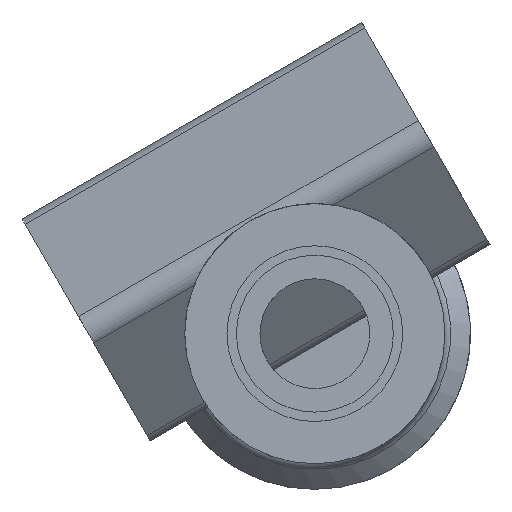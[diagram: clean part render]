
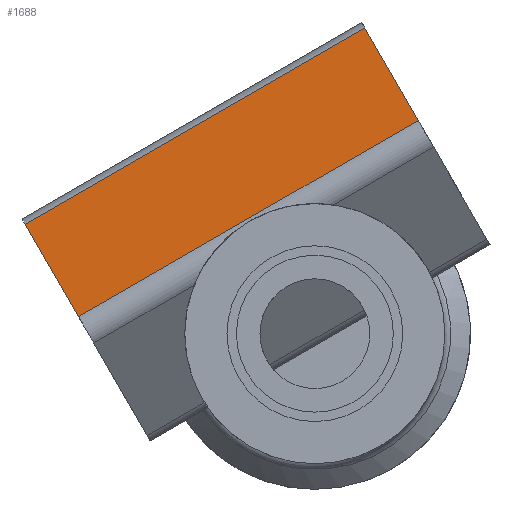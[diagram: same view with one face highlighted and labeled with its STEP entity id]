
A CAD part, left-side view. The second image highlights one B-rep face of the part: STEP entity #1688.
In plain terms, the highlighted planar face has unit normal (-0.707, 0.354, 0.612).
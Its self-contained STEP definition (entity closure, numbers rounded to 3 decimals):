
#447=DIRECTION('',(0.707,0.354,0.612));
#448=VECTOR('',#447,38.467);
#449=CARTESIAN_POINT('',(393.411,60.246,4.349));
#450=LINE('',#449,#448);
#474=DIRECTION('',(0.,0.866,-0.5));
#475=VECTOR('',#474,100.);
#476=CARTESIAN_POINT('',(420.611,-12.757,77.905));
#477=LINE('',#476,#475);
#505=DIRECTION('',(0.707,0.354,0.612));
#506=VECTOR('',#505,38.467);
#507=CARTESIAN_POINT('',(393.411,-26.357,54.349));
#508=LINE('',#507,#506);
#546=DIRECTION('',(0.,0.866,-0.5));
#547=VECTOR('',#546,100.);
#548=CARTESIAN_POINT('',(393.411,-26.357,54.349));
#549=LINE('',#548,#547);
#990=CARTESIAN_POINT('',(393.411,-26.357,54.349));
#991=VERTEX_POINT('',#990);
#992=CARTESIAN_POINT('',(420.611,-12.757,77.905));
#993=VERTEX_POINT('',#992);
#1006=CARTESIAN_POINT('',(393.411,60.246,4.349));
#1007=VERTEX_POINT('',#1006);
#1008=CARTESIAN_POINT('',(420.611,73.846,27.905));
#1009=VERTEX_POINT('',#1008);
#1677=CARTESIAN_POINT('',(393.411,-26.357,54.349));
#1678=DIRECTION('',(-0.707,0.354,0.612));
#1679=DIRECTION('',(0.707,0.354,0.612));
#1680=AXIS2_PLACEMENT_3D('',#1677,#1678,#1679);
#1681=PLANE('',#1680);
#1682=ORIENTED_EDGE('',*,*,#1572,.F.);
#1683=ORIENTED_EDGE('',*,*,#1668,.T.);
#1684=ORIENTED_EDGE('',*,*,#1531,.T.);
#1685=ORIENTED_EDGE('',*,*,#1551,.F.);
#1686=EDGE_LOOP('',(#1682,#1683,#1684,#1685));
#1687=FACE_OUTER_BOUND('',#1686,.F.);
#1688=ADVANCED_FACE('',(#1687),#1681,.T.);
#1531=EDGE_CURVE('',#1007,#1009,#450,.T.);
#1551=EDGE_CURVE('',#993,#1009,#477,.T.);
#1572=EDGE_CURVE('',#991,#993,#508,.T.);
#1668=EDGE_CURVE('',#991,#1007,#549,.T.);
